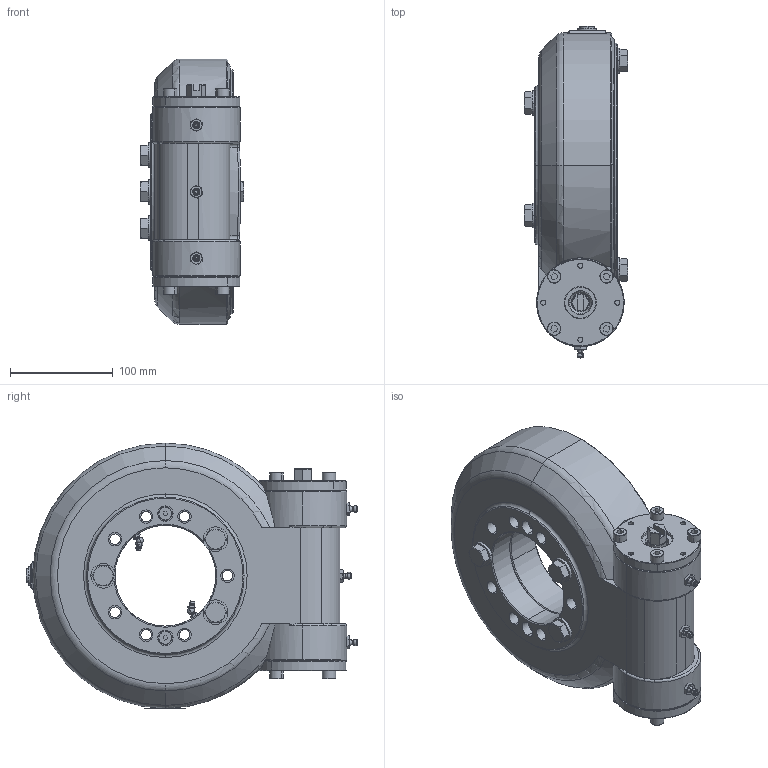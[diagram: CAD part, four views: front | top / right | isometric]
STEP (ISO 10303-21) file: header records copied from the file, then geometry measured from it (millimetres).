
FILE_DESCRIPTION (( 'STEP AP214' ), '1' );
FILE_NAME ('TGE236-Z1-RM.STEP', '2017-06-13T10:30:24', ( '' ), ( '' ), 'SwSTEP 2.0', 'SolidWorks 2015', '' );
FILE_SCHEMA (( 'AUTOMOTIVE_DESIGN' ));
Length unit declared in the file: millimetre
Products named in the file (1): TGE236-Z1-RM
Bounding box: 100.4 x 322.42 x 258.1 mm (x, y, z)
Surface area: 307893.8 mm2 (no closed solid volume)
Topology: 0 solids, 88 shells, 746 faces, 3051 edges, 2368 vertices
Faces by surface type: plane 305, cylinder 190, cone 119, torus 87, bspline 37, sphere 8
Entity records: 44837 total; most frequent: CARTESIAN_POINT 12603, DIRECTION 4729, ORIENTED_EDGE 4443, EDGE_CURVE 3031, VERTEX_POINT 2356, AXIS2_PLACEMENT_3D 1777, VECTOR 1175, LINE 1175
